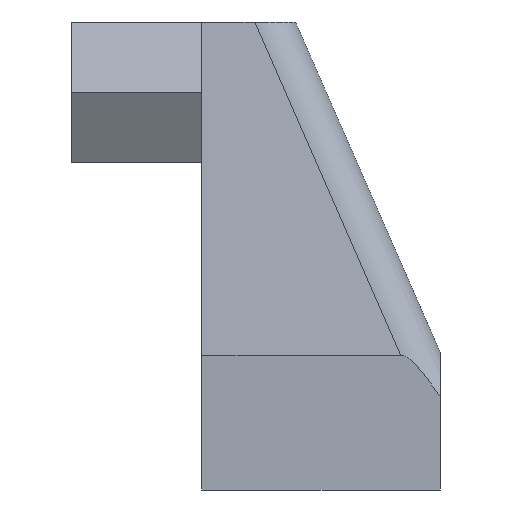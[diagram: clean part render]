
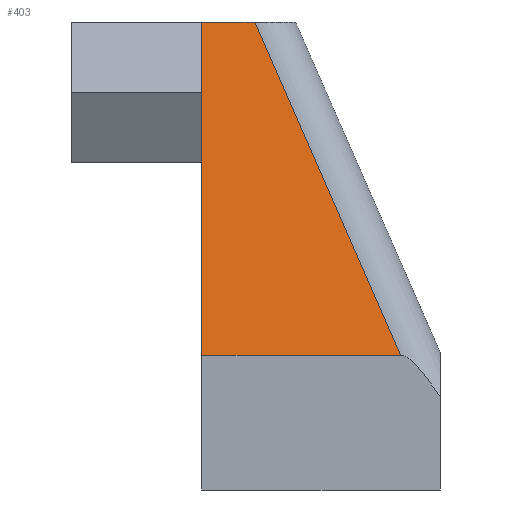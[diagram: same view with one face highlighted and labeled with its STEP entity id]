
A CAD part, left-side view. The second image highlights one B-rep face of the part: STEP entity #403.
In plain terms, the highlighted planar face has unit normal (-0.991, 0, 0.132).
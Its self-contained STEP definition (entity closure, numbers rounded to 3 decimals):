
#18=PLANE('',#443);
#39=FACE_OUTER_BOUND('',#61,.T.);
#61=EDGE_LOOP('',(#300,#301,#302,#303));
#81=LINE('',#579,#132);
#87=LINE('',#597,#138);
#90=LINE('',#603,#141);
#91=LINE('',#604,#142);
#132=VECTOR('',#470,10.);
#138=VECTOR('',#486,10.);
#141=VECTOR('',#491,10.);
#142=VECTOR('',#492,10.);
#190=VERTEX_POINT('',#576);
#191=VERTEX_POINT('',#578);
#198=VERTEX_POINT('',#596);
#200=VERTEX_POINT('',#602);
#228=EDGE_CURVE('',#190,#191,#81,.T.);
#237=EDGE_CURVE('',#198,#191,#87,.T.);
#240=EDGE_CURVE('',#190,#200,#90,.T.);
#241=EDGE_CURVE('',#200,#198,#91,.T.);
#300=ORIENTED_EDGE('',*,*,#228,.F.);
#301=ORIENTED_EDGE('',*,*,#240,.T.);
#302=ORIENTED_EDGE('',*,*,#241,.T.);
#303=ORIENTED_EDGE('',*,*,#237,.T.);
#403=ADVANCED_FACE('',(#39),#18,.T.);
#443=AXIS2_PLACEMENT_3D('',#601,#489,#490);
#470=DIRECTION('',(-0.121,-0.398,-0.91));
#486=DIRECTION('',(0.,-1.,0.));
#489=DIRECTION('center_axis',(-0.991,0.,0.132));
#490=DIRECTION('ref_axis',(0.132,0.,0.991));
#491=DIRECTION('',(0.,1.,0.));
#492=DIRECTION('',(-0.132,0.,-0.991));
#576=CARTESIAN_POINT('',(-6.913,6.089,31.5));
#578=CARTESIAN_POINT('',(-11.,-7.366,0.735));
#579=CARTESIAN_POINT('',(-8.931,-0.554,16.31));
#596=CARTESIAN_POINT('',(-11.,11.,0.735));
#597=CARTESIAN_POINT('',(-11.,0.,0.735));
#601=CARTESIAN_POINT('Origin',(-8.957,0.,
16.118));
#602=CARTESIAN_POINT('',(-6.913,11.,31.5));
#603=CARTESIAN_POINT('',(-6.913,0.,31.5));
#604=CARTESIAN_POINT('',(-10.026,11.,8.065));
